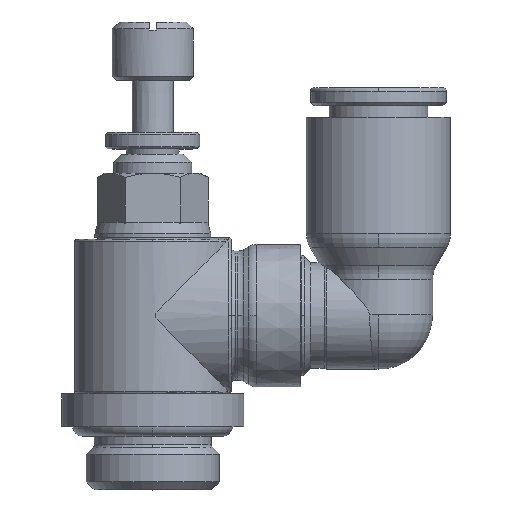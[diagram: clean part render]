
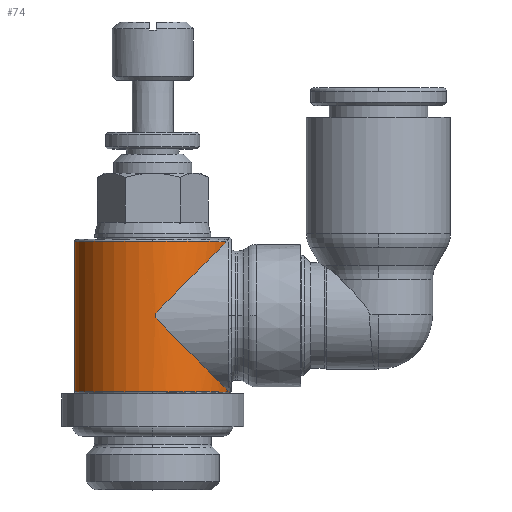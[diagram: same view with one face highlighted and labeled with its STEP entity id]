
A CAD part, top view. The second image highlights one B-rep face of the part: STEP entity #74.
In plain terms, the highlighted cylindrical face has radius 5.696 mm (diameter 11.393 mm), a partial arc.
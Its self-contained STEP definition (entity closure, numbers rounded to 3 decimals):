
#74=ADVANCED_FACE('',(#262),#263,.T.);
#262=FACE_OUTER_BOUND('',#590,.T.);
#263=CYLINDRICAL_SURFACE('',#591,5.696);
#590=EDGE_LOOP('',(#1083,#1084,#1085,#1086,#1087,#1088));
#591=AXIS2_PLACEMENT_3D('',#1089,#1090,#1091);
#1083=ORIENTED_EDGE('',*,*,#2251,.F.);
#1084=ORIENTED_EDGE('',*,*,#2252,.T.);
#1085=ORIENTED_EDGE('',*,*,#2253,.T.);
#1086=ORIENTED_EDGE('',*,*,#2254,.T.);
#1087=ORIENTED_EDGE('',*,*,#2255,.F.);
#1088=ORIENTED_EDGE('',*,*,#2256,.F.);
#1089=CARTESIAN_POINT('',(0.0,12.625,0.0));
#1090=DIRECTION('',(0.0,1.0,0.0));
#1091=DIRECTION('',(-1.0,0.0,0.0));
#2251=EDGE_CURVE('',#2748,#2749,#2750,.T.);
#2252=EDGE_CURVE('',#2748,#2751,#2752,.T.);
#2253=EDGE_CURVE('',#2751,#2753,#2754,.T.);
#2254=EDGE_CURVE('',#2753,#2755,#2756,.T.);
#2255=EDGE_CURVE('',#2757,#2755,#2758,.T.);
#2256=EDGE_CURVE('',#2749,#2757,#2759,.T.);
#2748=VERTEX_POINT('',#3545);
#2749=VERTEX_POINT('',#3546);
#2750=LINE('',#3547,#3548);
#2751=VERTEX_POINT('',#3549);
#2752=CIRCLE('',#3550,5.696);
#2753=VERTEX_POINT('',#3551);
#2754=CIRCLE('',#3552,5.696);
#2755=VERTEX_POINT('',#3553);
#2756=B_SPLINE_CURVE_WITH_KNOTS('',3,(#3554,#3555,#3556,#3557,#3558,#3559,#3560,#3561,#3562,#3563,#3564,#3565,#3566,#3567,#3568,#3569,#3570,#3571,#3572,#3573,#3574,#3575,#3576,#3577,#3578,#3579,#3580,#3581,#3582,#3583,#3584,#3585,#3586,#3587,#3588,#3589,#3590,#3591,#3592,#3593,#3594,#3595,#3596,#3597,#3598,#3599,#3600,#3601,#3602,#3603),.UNSPECIFIED.,.F.,.F.,(4,2,2,2,2,2,2,2,2,2,2,2,2,2,2,2,2,2,2,2,2,2,2,2,4),(12.539,13.717,14.895,16.073,17.735,19.397,21.059,21.89,22.306,22.514,22.618,22.67,22.721,22.773,22.825,22.929,23.137,23.553,24.384,26.046,27.708,29.37,30.548,31.726,32.904),.UNSPECIFIED.);
#2757=VERTEX_POINT('',#3604);
#2758=CIRCLE('',#3605,5.696);
#2759=CIRCLE('',#3606,5.696);
#3545=CARTESIAN_POINT('',(-5.696,7.15,0.));
#3546=CARTESIAN_POINT('',(-5.696,18.1,0.));
#3547=CARTESIAN_POINT('',(-5.696,12.625,0.));
#3548=VECTOR('',#4802,1.0);
#3549=CARTESIAN_POINT('',(0.,7.15,5.696));
#3550=AXIS2_PLACEMENT_3D('',#4803,#4804,#4805);
#3551=CARTESIAN_POINT('',(5.553,7.149,1.268));
#3552=AXIS2_PLACEMENT_3D('',#4806,#4807,#4808);
#3553=CARTESIAN_POINT('',(5.402,18.1,1.806));
#3554=CARTESIAN_POINT('',(5.574,7.129,1.173));
#3555=CARTESIAN_POINT('',(5.493,7.209,1.557));
#3556=CARTESIAN_POINT('',(5.373,7.33,1.929));
#3557=CARTESIAN_POINT('',(5.069,7.634,2.626));
#3558=CARTESIAN_POINT('',(4.885,7.818,2.951));
#3559=CARTESIAN_POINT('',(4.479,8.224,3.537));
#3560=CARTESIAN_POINT('',(4.256,8.447,3.799));
#3561=CARTESIAN_POINT('',(3.71,8.994,4.346));
#3562=CARTESIAN_POINT('',(3.361,9.344,4.618));
#3563=CARTESIAN_POINT('',(2.646,10.06,5.062));
#3564=CARTESIAN_POINT('',(2.281,10.426,5.233));
#3565=CARTESIAN_POINT('',(1.585,11.125,5.484));
#3566=CARTESIAN_POINT('',(1.239,11.472,5.568));
#3567=CARTESIAN_POINT('',(0.781,11.938,5.645));
#3568=CARTESIAN_POINT('',(0.636,12.087,5.662));
#3569=CARTESIAN_POINT('',(0.436,12.299,5.68));
#3570=CARTESIAN_POINT('',(0.373,12.368,5.684));
#3571=CARTESIAN_POINT('',(0.284,12.474,5.689));
#3572=CARTESIAN_POINT('',(0.256,12.51,5.691));
#3573=CARTESIAN_POINT('',(0.217,12.57,5.692));
#3574=CARTESIAN_POINT('',(0.204,12.591,5.693));
#3575=CARTESIAN_POINT('',(0.188,12.627,5.693));
#3576=CARTESIAN_POINT('',(0.184,12.639,5.693));
#3577=CARTESIAN_POINT('',(0.176,12.667,5.694));
#3578=CARTESIAN_POINT('',(0.174,12.683,5.694));
#3579=CARTESIAN_POINT('',(0.174,12.717,5.694));
#3580=CARTESIAN_POINT('',(0.176,12.733,5.694));
#3581=CARTESIAN_POINT('',(0.184,12.761,5.693));
#3582=CARTESIAN_POINT('',(0.188,12.773,5.693));
#3583=CARTESIAN_POINT('',(0.204,12.809,5.693));
#3584=CARTESIAN_POINT('',(0.217,12.83,5.692));
#3585=CARTESIAN_POINT('',(0.256,12.89,5.691));
#3586=CARTESIAN_POINT('',(0.284,12.926,5.689));
#3587=CARTESIAN_POINT('',(0.373,13.032,5.684));
#3588=CARTESIAN_POINT('',(0.436,13.101,5.68));
#3589=CARTESIAN_POINT('',(0.636,13.313,5.662));
#3590=CARTESIAN_POINT('',(0.781,13.462,5.645));
#3591=CARTESIAN_POINT('',(1.239,13.928,5.568));
#3592=CARTESIAN_POINT('',(1.585,14.275,5.484));
#3593=CARTESIAN_POINT('',(2.281,14.974,5.233));
#3594=CARTESIAN_POINT('',(2.646,15.34,5.062));
#3595=CARTESIAN_POINT('',(3.361,16.056,4.618));
#3596=CARTESIAN_POINT('',(3.71,16.406,4.346));
#3597=CARTESIAN_POINT('',(4.256,16.953,3.799));
#3598=CARTESIAN_POINT('',(4.479,17.176,3.537));
#3599=CARTESIAN_POINT('',(4.885,17.582,2.951));
#3600=CARTESIAN_POINT('',(5.069,17.766,2.626));
#3601=CARTESIAN_POINT('',(5.373,18.07,1.929));
#3602=CARTESIAN_POINT('',(5.493,18.191,1.557));
#3603=CARTESIAN_POINT('',(5.574,18.271,1.173));
#3604=CARTESIAN_POINT('',(0.,18.1,5.696));
#3605=AXIS2_PLACEMENT_3D('',#4809,#4810,#4811);
#3606=AXIS2_PLACEMENT_3D('',#4812,#4813,#4814);
#4802=DIRECTION('',(0.0,1.0,0.0));
#4803=CARTESIAN_POINT('',(0.0,7.15,0.0));
#4804=DIRECTION('',(0.0,1.0,0.0));
#4805=DIRECTION('',(-1.0,0.0,0.0));
#4806=CARTESIAN_POINT('',(0.0,7.15,0.0));
#4807=DIRECTION('',(0.0,1.0,0.0));
#4808=DIRECTION('',(-1.0,0.0,0.0));
#4809=CARTESIAN_POINT('',(0.0,18.1,0.0));
#4810=DIRECTION('',(0.0,1.0,0.0));
#4811=DIRECTION('',(-1.0,0.0,0.0));
#4812=CARTESIAN_POINT('',(0.0,18.1,0.0));
#4813=DIRECTION('',(0.0,1.0,0.0));
#4814=DIRECTION('',(-1.0,0.0,0.0));
